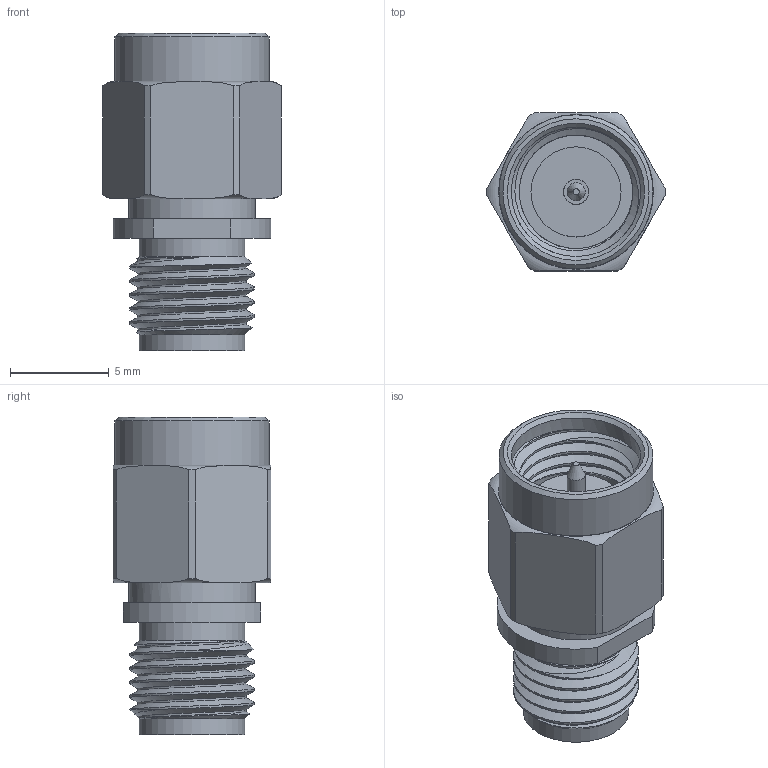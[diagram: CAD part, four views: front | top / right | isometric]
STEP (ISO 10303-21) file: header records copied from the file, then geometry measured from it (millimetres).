
FILE_DESCRIPTION(/* description */ ('Unknown'),/* implementation_level */ '2;1');
FILE_NAME(/* name */ '64403203111000',/* time_stamp */ '2018-01-12T11:55:10+01:00',/* author */ ('Unknown'),/* organization */ ('Unknown'),/* preprocessor_version */ 'ST-DEVELOPER v16.7',/* originating_system */ 'DEX',/* authorisation */ $);
FILE_SCHEMA (('AUTOMOTIVE_DESIGN {1 0 10303 214 3 1 1}'));
Length unit declared in the file: millimetre
Products named in the file (1): 64403203111000
Bounding box: 9.04 x 8 x 16.1 mm (x, y, z)
Volume: 497.2 mm3; surface area: 954.2 mm2
Topology: 1 solids, 1 shells, 85 faces, 215 edges, 142 vertices
Faces by surface type: plane 41, cylinder 28, cone 10, bspline 4, torus 2
Full cylindrical faces by diameter (mm): 0.92 x1, 1.27 x2, 4.56 x1, 4.75 x1, 4.95 x1, 5.35 x2, 6.4 x2, 6.5 x1, 6.55 x5, 7 x1, 7.8 x1
Entity records: 4085 total; most frequent: CARTESIAN_POINT 1759, DIRECTION 348, ORIENTED_EDGE 332, EDGE_CURVE 166, AXIS2_PLACEMENT_3D 151, VERTEX_POINT 120, EDGE_LOOP 120, FACE_BOUND 120
